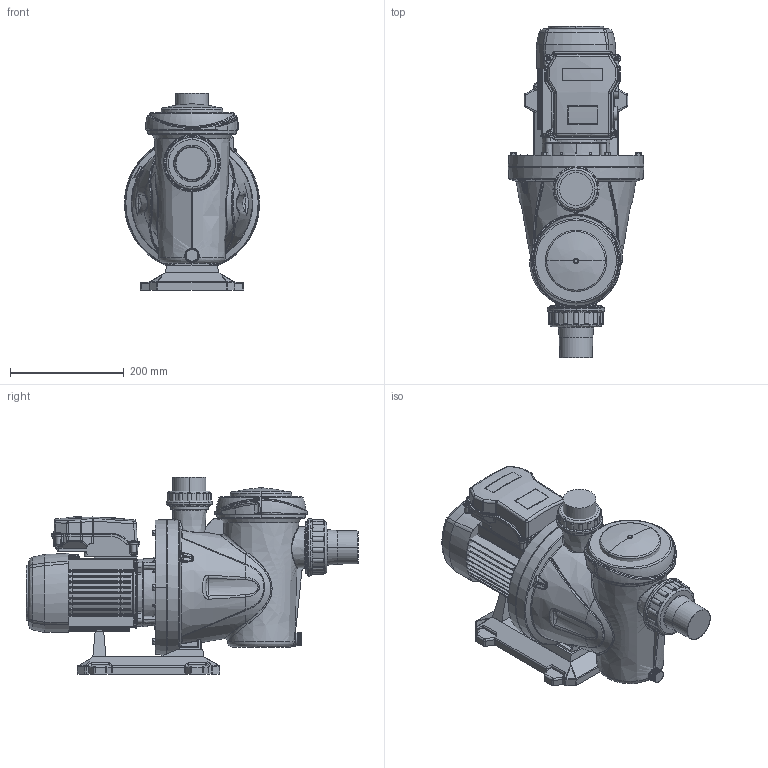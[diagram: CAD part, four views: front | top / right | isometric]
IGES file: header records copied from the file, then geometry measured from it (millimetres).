
Start section:  PTC IGES file: silen_s-m_sw0001.igs
Global section: file name: silen_s-m_sw0001.igs; native system: Pro/ENGINEER by Parametric Technology Corporation; preprocessor: 2011490; author: usuari; organization: Unknown; date: 20171122.111311; units: millimetre
Bounding box: 238 x 583.45 x 346.6 mm (x, y, z)
Surface area: 990066.5 mm2 (no closed solid volume)
Topology: 0 solids, 0 shells, 3405 faces, 17642 edges, 17631 vertices
Faces by surface type: bspline 1710, revolution 1695
